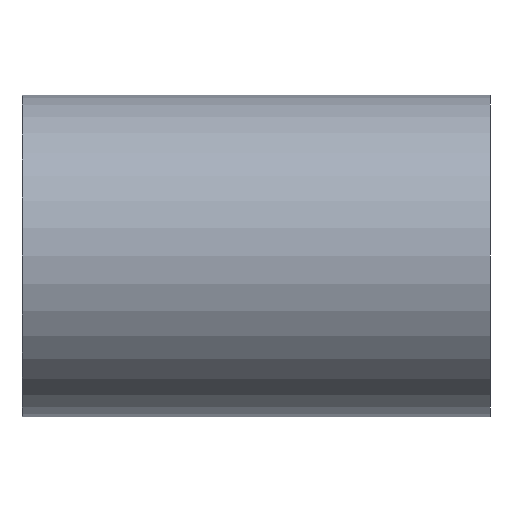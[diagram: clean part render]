
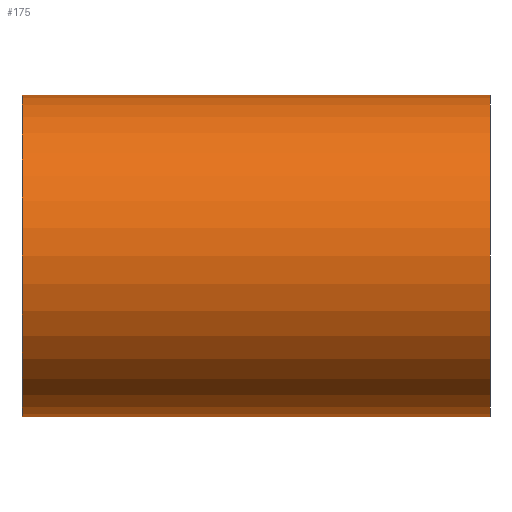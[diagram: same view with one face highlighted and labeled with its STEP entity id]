
A CAD part, front view. The second image highlights one B-rep face of the part: STEP entity #175.
In plain terms, the highlighted cylindrical face has radius 25.4 mm (diameter 50.8 mm), a partial arc.
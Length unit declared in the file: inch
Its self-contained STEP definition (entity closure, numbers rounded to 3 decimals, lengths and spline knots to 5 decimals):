
#1 = VECTOR ( 'NONE', #302, 39.37008 ) ;
#8 = LINE ( 'NONE', #527, #107 ) ;
#35 = AXIS2_PLACEMENT_3D ( 'NONE', #318, #63, #87 ) ;
#46 = ORIENTED_EDGE ( 'NONE', *, *, #451, .T. ) ;
#48 = EDGE_LOOP ( 'NONE', ( #249, #357, #46, #123 ) ) ;
#57 = CIRCLE ( 'NONE', #263, 1. ) ;
#61 = DIRECTION ( 'NONE',  ( -1., 0., 0. ) ) ;
#62 = VERTEX_POINT ( 'NONE', #383 ) ;
#63 = DIRECTION ( 'NONE',  ( -1., 0., 0. ) ) ;
#73 = VERTEX_POINT ( 'NONE', #300 ) ;
#84 = FACE_OUTER_BOUND ( 'NONE', #48, .T. ) ;
#87 = DIRECTION ( 'NONE',  ( 0., 0., 1. ) ) ;
#107 = VECTOR ( 'NONE', #355, 39.37008 ) ;
#123 = ORIENTED_EDGE ( 'NONE', *, *, #273, .F. ) ;
#131 = EDGE_CURVE ( 'NONE', #62, #282, #57, .T. ) ;
#175 = ADVANCED_FACE ( 'NONE', ( #84 ), #218, .T. ) ;
#177 = CARTESIAN_POINT ( 'NONE',  ( 0., 0., 1. ) ) ;
#190 = DIRECTION ( 'NONE',  ( -1., 0., 0. ) ) ;
#218 = CYLINDRICAL_SURFACE ( 'NONE', #370, 1. ) ;
#232 = DIRECTION ( 'NONE',  ( 0., 0., 1. ) ) ;
#236 = CARTESIAN_POINT ( 'NONE',  ( -1.4565, 0., -1. ) ) ;
#249 = ORIENTED_EDGE ( 'NONE', *, *, #337, .F. ) ;
#263 = AXIS2_PLACEMENT_3D ( 'NONE', #281, #61, #439 ) ;
#273 = EDGE_CURVE ( 'NONE', #443, #73, #330, .T. ) ;
#281 = CARTESIAN_POINT ( 'NONE',  ( 1.4565, 0., 0. ) ) ;
#282 = VERTEX_POINT ( 'NONE', #359 ) ;
#300 = CARTESIAN_POINT ( 'NONE',  ( -1.4565, 0., 1. ) ) ;
#302 = DIRECTION ( 'NONE',  ( -1., 0., 0. ) ) ;
#309 = LINE ( 'NONE', #177, #1 ) ;
#318 = CARTESIAN_POINT ( 'NONE',  ( -1.4565, 0., 0. ) ) ;
#330 = CIRCLE ( 'NONE', #35, 1. ) ;
#337 = EDGE_CURVE ( 'NONE', #62, #443, #8, .T. ) ;
#355 = DIRECTION ( 'NONE',  ( -1., 0., 0. ) ) ;
#357 = ORIENTED_EDGE ( 'NONE', *, *, #131, .T. ) ;
#359 = CARTESIAN_POINT ( 'NONE',  ( 1.4565, 0., 1. ) ) ;
#370 = AXIS2_PLACEMENT_3D ( 'NONE', #489, #190, #232 ) ;
#383 = CARTESIAN_POINT ( 'NONE',  ( 1.4565, 0., -1. ) ) ;
#439 = DIRECTION ( 'NONE',  ( 0., 0., 1. ) ) ;
#443 = VERTEX_POINT ( 'NONE', #236 ) ;
#451 = EDGE_CURVE ( 'NONE', #282, #73, #309, .T. ) ;
#489 = CARTESIAN_POINT ( 'NONE',  ( 0., 0., 0. ) ) ;
#527 = CARTESIAN_POINT ( 'NONE',  ( 0., 0., -1. ) ) ;
